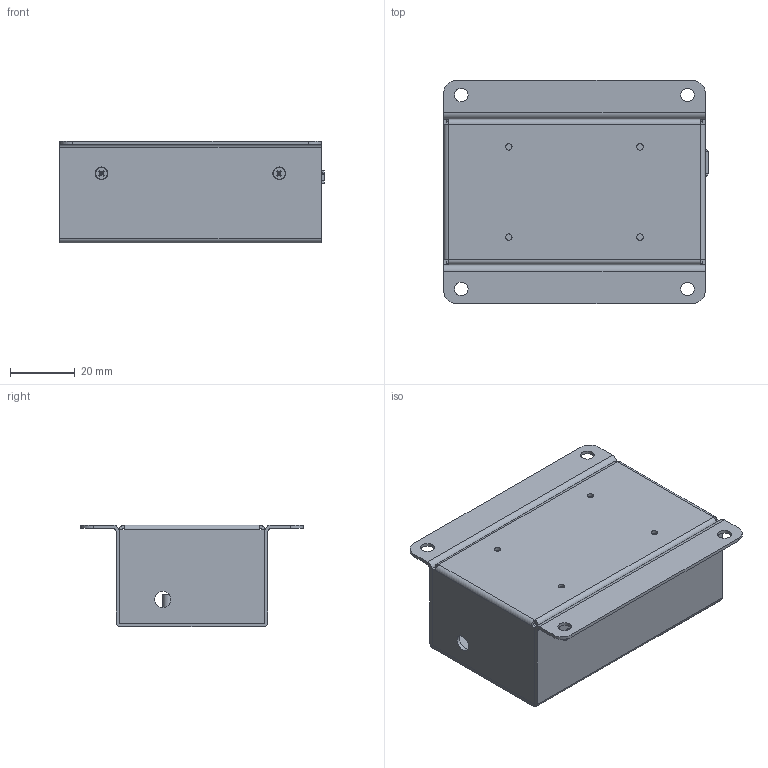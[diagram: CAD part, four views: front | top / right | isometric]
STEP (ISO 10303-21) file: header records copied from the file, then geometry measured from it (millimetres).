
FILE_DESCRIPTION(('FreeCAD Model'),'2;1');
FILE_NAME( 'UPS-L.step', '2020-04-01T13:56:38',('Author'),(''), 'Open CASCADE STEP processor 7.3','FreeCAD','Unknown');
FILE_SCHEMA(('AUTOMOTIVE_DESIGN { 1 0 10303 214 1 1 1 1 }'));
Length unit declared in the file: millimetre
Products named in the file (13): Assembly; Assem1; 66200211122; 6620xx11122_PIN001; 6620xx11122_PIN; Pad001; Pad; M2x3-Screw003; M2x3-Screw004; M2x3-Screw001; M2x3-Screw; Spodaj_01_001; Zgoraj_01_001
Assembly tree (13 placements, depth 4):
  Assembly
    Assem1
      66200211122
      6620xx11122_PIN001
        6620xx11122_PIN  x2
    Pad001
    Pad
    M2x3-Screw003
    M2x3-Screw004
    M2x3-Screw001
    M2x3-Screw
    Spodaj_01_001
    Zgoraj_01_001
Bounding box: 81.98 x 69 x 31.5 mm (x, y, z)
Volume: 19143.6 mm3; surface area: 39586.4 mm2
Topology: 11 solids, 11 shells, 398 faces, 1061 edges, 680 vertices
Faces by surface type: plane 304, cylinder 61, cone 29, revolution 4
Full cylindrical faces by diameter (mm): 2 x20, 3 x2, 3.2 x2, 3.6 x4, 4.2 x4, 5 x2
Entity records: 12084 total; most frequent: DIRECTION 2048, CARTESIAN_POINT 2047, ORIENTED_EDGE 2010, EDGE_CURVE 1005, LINE 746, VECTOR 746, AXIS2_PLACEMENT_3D 649, VERTEX_POINT 648
